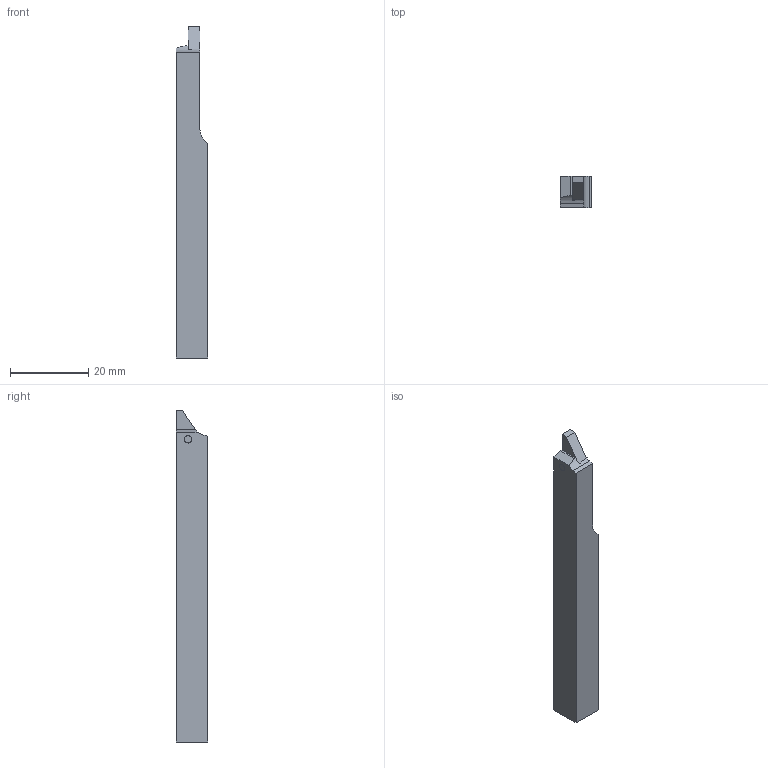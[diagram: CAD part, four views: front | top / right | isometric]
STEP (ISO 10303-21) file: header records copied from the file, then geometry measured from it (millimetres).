
FILE_DESCRIPTION (( 'STEP AP214' ), '1' );
FILE_NAME ('CUT-129-27.STEP', '2018-02-15T13:45:43', ( '' ), ( '' ), 'SwSTEP 2.0', 'SolidWorks 2017', '' );
FILE_SCHEMA (( 'AUTOMOTIVE_DESIGN' ));
Length unit declared in the file: millimetre
Products named in the file (1): CUT-129-27
Bounding box: 8 x 8 x 85 mm (x, y, z)
Volume: 4736.3 mm3; surface area: 2700 mm2
Topology: 1 solids, 1 shells, 42 faces, 121 edges, 79 vertices
Faces by surface type: plane 33, cylinder 6, bspline 3
Entity records: 1738 total; most frequent: CARTESIAN_POINT 517, ORIENTED_EDGE 242, DIRECTION 226, EDGE_CURVE 121, VERTEX_POINT 79, AXIS2_PLACEMENT_3D 76, LINE 74, VECTOR 74
